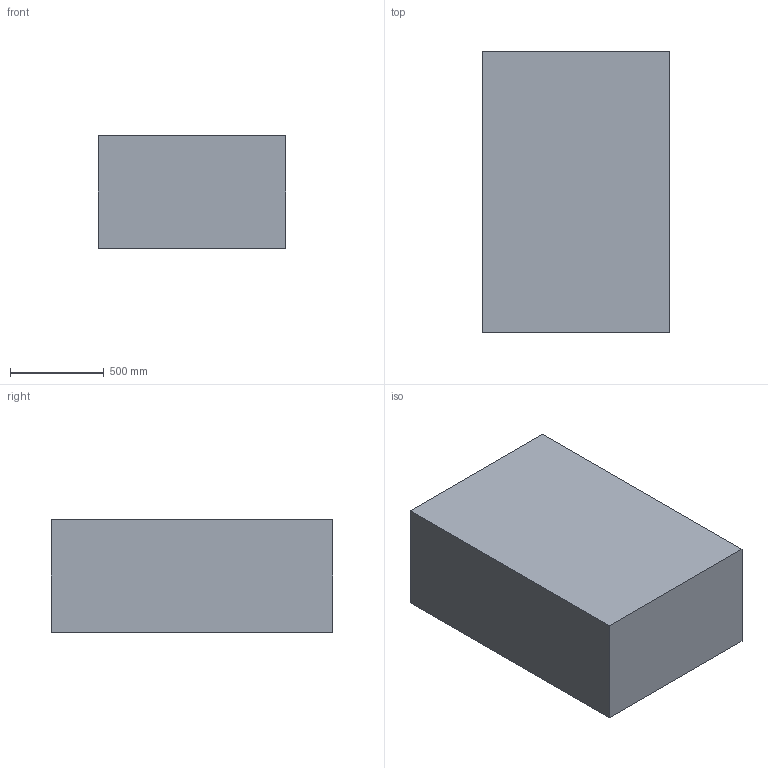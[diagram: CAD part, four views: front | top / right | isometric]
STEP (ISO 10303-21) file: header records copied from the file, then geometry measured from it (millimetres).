
FILE_DESCRIPTION(/* description */ (''),/* implementation_level */ '2;1');
FILE_NAME(/* name */ 'Main Body with nosecone v5.step',/* time_stamp */ '2024-06-29T02:19:41-07:00',/* author */ (''),/* organization */ (''),/* preprocessor_version */ 'ST-DEVELOPER v20',/* originating_system */ 'Autodesk Translation Framework v13.14.0.145',/* authorisation */ '');
FILE_SCHEMA (('AUTOMOTIVE_DESIGN { 1 0 10303 214 3 1 1 }'));
Length unit declared in the file: millimetre
Products named in the file (1): Main Body with nosecone
Bounding box: 1000 x 1500 x 600 mm (x, y, z)
Volume: 900598774.2 mm3; surface area: 6321017.1 mm2
Topology: 3 solids, 3 shells, 14 faces, 24 edges, 16 vertices
Faces by surface type: plane 10, cylinder 3, bspline 1
Full cylindrical faces by diameter (mm): 73.66 x1, 73.819 x1, 76.2 x1
Entity records: 677 total; most frequent: CARTESIAN_POINT 352, DIRECTION 57, ORIENTED_EDGE 46, EDGE_CURVE 23, AXIS2_PLACEMENT_3D 21, EDGE_LOOP 17, VERTEX_POINT 16, LINE 15
